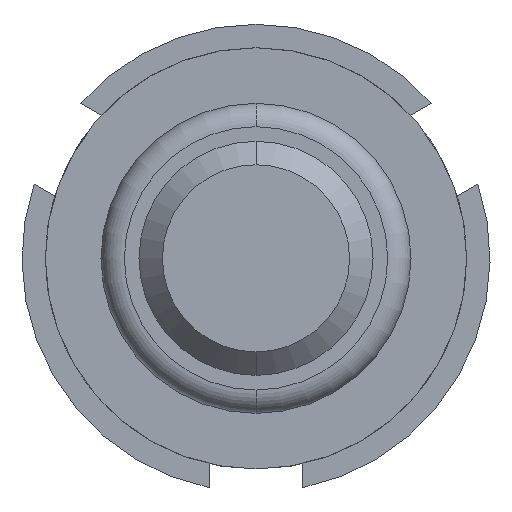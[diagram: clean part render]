
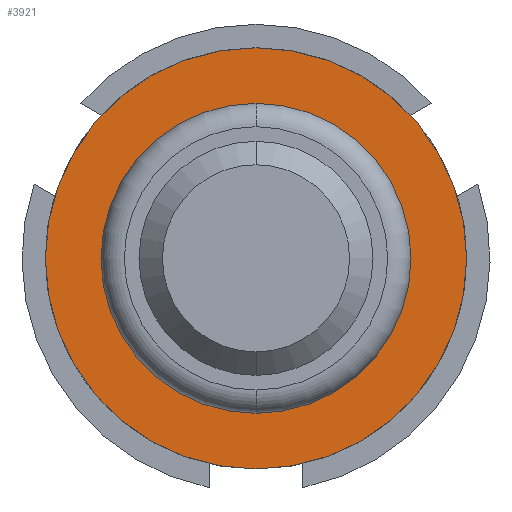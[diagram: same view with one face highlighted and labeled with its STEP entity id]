
A CAD part, front view. The second image highlights one B-rep face of the part: STEP entity #3921.
In plain terms, the highlighted planar face has unit normal (0, -1, 0).
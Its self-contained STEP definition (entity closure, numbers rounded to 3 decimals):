
#161 = CARTESIAN_POINT ( 'NONE',  ( 1.8, -1.8, 0. ) ) ;
#349 = CARTESIAN_POINT ( 'NONE',  ( 0., -1.8, 0. ) ) ;
#691 = DIRECTION ( 'NONE',  ( 0., 1., 0. ) ) ;
#783 = VERTEX_POINT ( 'NONE', #2887 ) ;
#866 = EDGE_LOOP ( 'NONE', ( #1318, #3979 ) ) ;
#956 = DIRECTION ( 'NONE',  ( 0., 0., 1. ) ) ;
#991 = CARTESIAN_POINT ( 'NONE',  ( 0., -1.8, 0. ) ) ;
#1033 = CARTESIAN_POINT ( 'NONE',  ( 0., -1.8, 0. ) ) ;
#1111 = EDGE_CURVE ( 'Defeature ausgef�hrt1_12+Defeature ausgef�hrt1_11+Defeature ausgef�hrt1_11+Defeature ausgef�hrt1_11', #3081, #783, #3008, .T. ) ;
#1122 = AXIS2_PLACEMENT_3D ( 'NONE', #1033, #2440, #1728 ) ;
#1284 = CARTESIAN_POINT ( 'NONE',  ( 0., -1.8, 1.325 ) ) ;
#1318 = ORIENTED_EDGE ( 'NONE', *, *, #3604, .T. ) ;
#1346 = AXIS2_PLACEMENT_3D ( 'NONE', #991, #3372, #3725 ) ;
#1598 = VERTEX_POINT ( 'NONE', #1284 ) ;
#1659 = CIRCLE ( 'NONE', #4192, 1.8 ) ;
#1728 = DIRECTION ( 'NONE',  ( 0., 0., 1. ) ) ;
#1765 = CIRCLE ( 'NONE', #1122, 1.325 ) ;
#1842 = DIRECTION ( 'NONE',  ( 0., 1., 0. ) ) ;
#1905 = EDGE_LOOP ( 'NONE', ( #3076, #2978 ) ) ;
#2025 = DIRECTION ( 'NONE',  ( 0., 1., 0. ) ) ;
#2085 = FACE_OUTER_BOUND ( 'NONE', #1905, .T. ) ;
#2245 = VERTEX_POINT ( 'NONE', #2282 ) ;
#2282 = CARTESIAN_POINT ( 'NONE',  ( 0., -1.8, -1.325 ) ) ;
#2429 = AXIS2_PLACEMENT_3D ( 'NONE', #161, #1842, #3234 ) ;
#2440 = DIRECTION ( 'NONE',  ( 0., 1., 0. ) ) ;
#2461 = CARTESIAN_POINT ( 'NONE',  ( 0., -1.8, -1.8 ) ) ;
#2887 = CARTESIAN_POINT ( 'NONE',  ( 0., -1.8, 1.8 ) ) ;
#2907 = AXIS2_PLACEMENT_3D ( 'NONE', #3703, #2025, #4038 ) ;
#2968 = FACE_BOUND ( 'NONE', #866, .T. ) ;
#2978 = ORIENTED_EDGE ( 'NONE', *, *, #1111, .F. ) ;
#3008 = CIRCLE ( 'NONE', #1346, 1.8 ) ;
#3076 = ORIENTED_EDGE ( 'NONE', *, *, #4157, .F. ) ;
#3081 = VERTEX_POINT ( 'NONE', #2461 ) ;
#3234 = DIRECTION ( 'NONE',  ( 0., 0., 1. ) ) ;
#3372 = DIRECTION ( 'NONE',  ( 0., 1., 0. ) ) ;
#3384 = CIRCLE ( 'NONE', #2907, 1.325 ) ;
#3577 = PLANE ( 'NONE',  #2429 ) ;
#3604 = EDGE_CURVE ( 'Defeature ausgef�hrt1_11+Defeature ausgef�hrt1_10+Defeature ausgef�hrt1_10+Defeature ausgef�hrt1_10', #1598, #2245, #3384, .T. ) ;
#3703 = CARTESIAN_POINT ( 'NONE',  ( 0., -1.8, 0. ) ) ;
#3725 = DIRECTION ( 'NONE',  ( 0., 0., 1. ) ) ;
#3921 = ADVANCED_FACE ( 'Defeature ausgef�hrt1_11', ( #2085, #2968 ), #3577, .F. ) ;
#3979 = ORIENTED_EDGE ( 'NONE', *, *, #4287, .T. ) ;
#4038 = DIRECTION ( 'NONE',  ( 0., 0., 1. ) ) ;
#4157 = EDGE_CURVE ( 'Defeature ausgef�hrt1_12+Defeature ausgef�hrt1_11+Defeature ausgef�hrt1_11+Defeature ausgef�hrt1_11', #783, #3081, #1659, .T. ) ;
#4192 = AXIS2_PLACEMENT_3D ( 'NONE', #349, #691, #956 ) ;
#4287 = EDGE_CURVE ( 'Defeature ausgef�hrt1_11+Defeature ausgef�hrt1_10+Defeature ausgef�hrt1_10+Defeature ausgef�hrt1_10', #2245, #1598, #1765, .T. ) ;
